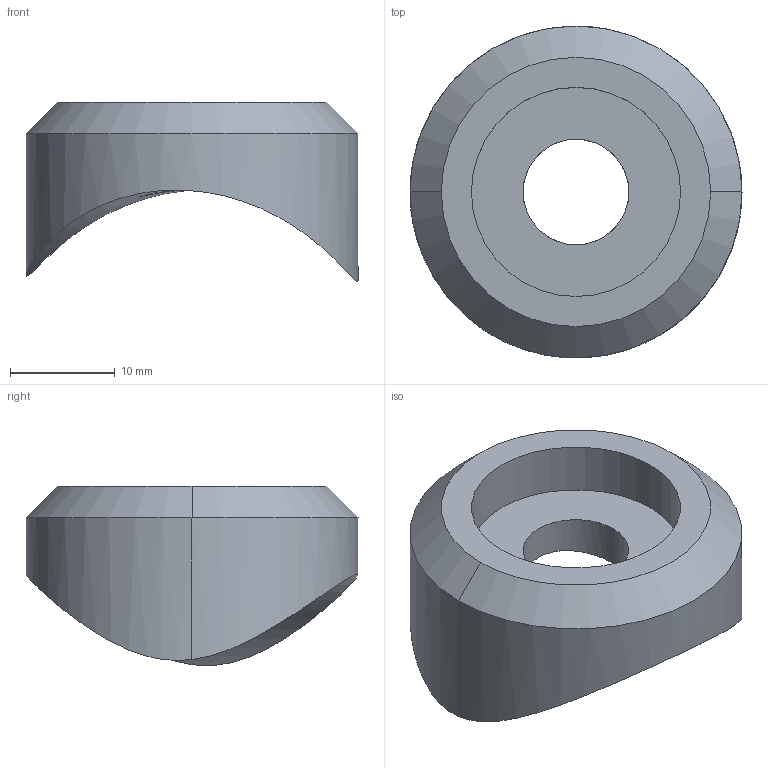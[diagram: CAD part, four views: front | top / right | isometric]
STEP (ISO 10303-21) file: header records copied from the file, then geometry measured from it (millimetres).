
FILE_DESCRIPTION (( 'STEP AP214' ), '1' );
FILE_NAME ('19 - frame strut - cap.STEP', '2016-11-26T22:31:50', ( '' ), ( '' ), 'SwSTEP 2.0', 'SolidWorks 2014', '' );
FILE_SCHEMA (( 'AUTOMOTIVE_DESIGN' ));
Length unit declared in the file: millimetre
Products named in the file (1): 19 - frame strut - cap
Bounding box: 31.75 x 31.75 x 17.14 mm (x, y, z)
Volume: 5814.3 mm3; surface area: 2995.6 mm2
Topology: 1 solids, 1 shells, 11 faces, 22 edges, 14 vertices
Faces by surface type: cylinder 7, cone 2, plane 2
Entity records: 617 total; most frequent: CARTESIAN_POINT 224, DIRECTION 52, ORIENTED_EDGE 44, AXIS2_PLACEMENT_3D 22, EDGE_CURVE 22, UNCERTAINTY_MEASURE_WITH_UNIT 14, EDGE_LOOP 14, VERTEX_POINT 14
